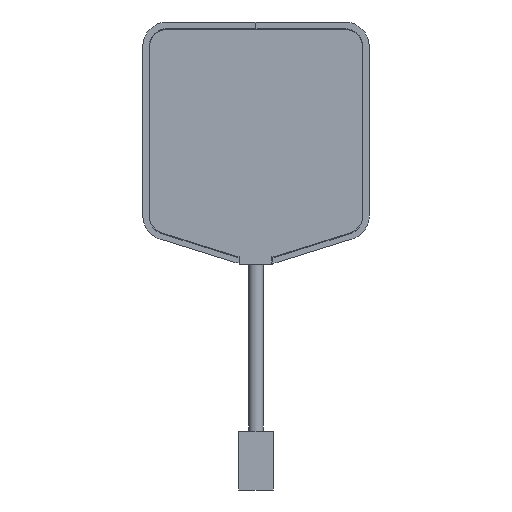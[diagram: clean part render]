
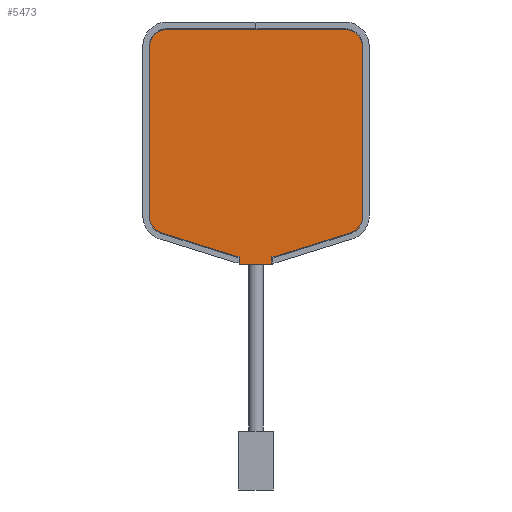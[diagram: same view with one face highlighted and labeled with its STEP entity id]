
A CAD part, front view. The second image highlights one B-rep face of the part: STEP entity #5473.
In plain terms, the highlighted face is planar.
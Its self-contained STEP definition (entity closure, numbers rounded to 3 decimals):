
#470=DIRECTION('',(0.,-1.,0.));
#471=VECTOR('',#470,1.36);
#472=CARTESIAN_POINT('',(3.4,26.059,0.));
#473=LINE('',#472,#471);
#477=DIRECTION('',(1.,0.,0.));
#478=VECTOR('',#477,0.4);
#479=CARTESIAN_POINT('',(3.4,24.699,
0.));
#480=LINE('',#479,#478);
#484=DIRECTION('',(0.954,-0.301,0.));
#485=VECTOR('',#484,16.098);
#486=CARTESIAN_POINT('',(3.799,24.699,
0.));
#487=LINE('',#486,#485);
#491=CARTESIAN_POINT('',(18.052,16.374,0.));
#492=DIRECTION('',(0.,0.,-1.));
#493=DIRECTION('',(0.301,0.954,0.));
#494=AXIS2_PLACEMENT_3D('',#491,#492,#493);
#499=DIRECTION('',(0.,-1.,0.));
#500=VECTOR('',#499,34.424);
#501=CARTESIAN_POINT('',(21.699,16.373,0.));
#502=LINE('',#501,#500);
#506=CARTESIAN_POINT('',(18.052,-18.052,0.));
#507=DIRECTION('',(0.,0.,-1.));
#508=DIRECTION('',(1.,0.,0.));
#509=AXIS2_PLACEMENT_3D('',#506,#507,#508);
#514=DIRECTION('',(-1.,0.,0.));
#515=VECTOR('',#514,36.104);
#516=CARTESIAN_POINT('',(18.052,-21.699,0.));
#517=LINE('',#516,#515);
#521=CARTESIAN_POINT('',(-18.052,-18.052,
0.));
#522=DIRECTION('',(0.,0.,-1.));
#523=DIRECTION('',(0.,-1.,0.));
#524=AXIS2_PLACEMENT_3D('',#521,#522,#523);
#529=DIRECTION('',(0.,1.,0.));
#530=VECTOR('',#529,34.426);
#531=CARTESIAN_POINT('',(-21.699,-18.052,
0.));
#532=LINE('',#531,#530);
#536=CARTESIAN_POINT('',(-18.052,16.374,0.));
#537=DIRECTION('',(0.,0.,-1.));
#538=DIRECTION('',(-1.,0.,0.));
#539=AXIS2_PLACEMENT_3D('',#536,#537,#538);
#544=DIRECTION('',(0.954,0.301,0.));
#545=VECTOR('',#544,16.098);
#546=CARTESIAN_POINT('',(-19.15,19.852,0.));
#547=LINE('',#546,#545);
#551=DIRECTION('',(1.,0.,0.));
#552=VECTOR('',#551,0.4);
#553=CARTESIAN_POINT('',(-3.799,24.699,
0.));
#554=LINE('',#553,#552);
#558=DIRECTION('',(0.,1.,0.));
#559=VECTOR('',#558,1.36);
#560=CARTESIAN_POINT('',(-3.4,24.699,
0.));
#561=LINE('',#560,#559);
#565=DIRECTION('',(1.,0.,0.));
#566=VECTOR('',#565,6.8);
#567=CARTESIAN_POINT('',(-3.4,26.059,0.));
#568=LINE('',#567,#566);
#4699=CARTESIAN_POINT('',(3.4,26.059,0.));
#4700=CARTESIAN_POINT('',(3.4,24.699,
0.));
#4701=VERTEX_POINT('',#4699);
#4702=VERTEX_POINT('',#4700);
#4703=CARTESIAN_POINT('',(3.799,24.699,
0.));
#4704=VERTEX_POINT('',#4703);
#4705=CARTESIAN_POINT('',(19.15,19.852,0.));
#4706=VERTEX_POINT('',#4705);
#4707=CARTESIAN_POINT('',(21.699,16.373,0.));
#4708=VERTEX_POINT('',#4707);
#4709=CARTESIAN_POINT('',(21.699,-18.051,
0.));
#4710=VERTEX_POINT('',#4709);
#4711=CARTESIAN_POINT('',(18.053,-21.699,
0.));
#4712=VERTEX_POINT('',#4711);
#4713=CARTESIAN_POINT('',(-18.051,-21.699,
0.));
#4714=VERTEX_POINT('',#4713);
#4715=CARTESIAN_POINT('',(-21.699,-18.053,
0.));
#4716=VERTEX_POINT('',#4715);
#4717=CARTESIAN_POINT('',(-21.699,16.373,
0.));
#4718=VERTEX_POINT('',#4717);
#4719=CARTESIAN_POINT('',(-19.15,19.852,
0.));
#4720=VERTEX_POINT('',#4719);
#4721=CARTESIAN_POINT('',(-3.799,24.699,
0.));
#4722=VERTEX_POINT('',#4721);
#4723=CARTESIAN_POINT('',(-3.4,24.699,
0.));
#4724=VERTEX_POINT('',#4723);
#4725=CARTESIAN_POINT('',(-3.4,26.059,0.));
#4726=VERTEX_POINT('',#4725);
#5438=CARTESIAN_POINT('',(0.,2.18,0.));
#5439=DIRECTION('',(0.,0.,1.));
#5440=DIRECTION('',(1.,0.,0.));
#5441=AXIS2_PLACEMENT_3D('',#5438,#5439,#5440);
#5442=PLANE('',#5441);
#5444=ORIENTED_EDGE('',*,*,#5443,.T.);
#5446=ORIENTED_EDGE('',*,*,#5445,.T.);
#5448=ORIENTED_EDGE('',*,*,#5447,.T.);
#5450=ORIENTED_EDGE('',*,*,#5449,.T.);
#5452=ORIENTED_EDGE('',*,*,#5451,.T.);
#5454=ORIENTED_EDGE('',*,*,#5453,.T.);
#5456=ORIENTED_EDGE('',*,*,#5455,.T.);
#5458=ORIENTED_EDGE('',*,*,#5457,.T.);
#5460=ORIENTED_EDGE('',*,*,#5459,.T.);
#5462=ORIENTED_EDGE('',*,*,#5461,.T.);
#5464=ORIENTED_EDGE('',*,*,#5463,.T.);
#5466=ORIENTED_EDGE('',*,*,#5465,.T.);
#5468=ORIENTED_EDGE('',*,*,#5467,.T.);
#5470=ORIENTED_EDGE('',*,*,#5469,.T.);
#5471=EDGE_LOOP('',(#5444,#5446,#5448,#5450,#5452,#5454,#5456,#5458,#5460,#5462,
#5464,#5466,#5468,#5470));
#5472=FACE_OUTER_BOUND('',#5471,.F.);
#495=CIRCLE('',#494,3.647);
#510=CIRCLE('',#509,3.647);
#525=CIRCLE('',#524,3.647);
#540=CIRCLE('',#539,3.647);
#5443=EDGE_CURVE('',#4701,#4702,#473,.T.);
#5445=EDGE_CURVE('',#4702,#4704,#480,.T.);
#5447=EDGE_CURVE('',#4704,#4706,#487,.T.);
#5449=EDGE_CURVE('',#4706,#4708,#495,.T.);
#5451=EDGE_CURVE('',#4708,#4710,#502,.T.);
#5453=EDGE_CURVE('',#4710,#4712,#510,.T.);
#5455=EDGE_CURVE('',#4712,#4714,#517,.T.);
#5457=EDGE_CURVE('',#4714,#4716,#525,.T.);
#5459=EDGE_CURVE('',#4716,#4718,#532,.T.);
#5461=EDGE_CURVE('',#4718,#4720,#540,.T.);
#5463=EDGE_CURVE('',#4720,#4722,#547,.T.);
#5465=EDGE_CURVE('',#4722,#4724,#554,.T.);
#5467=EDGE_CURVE('',#4724,#4726,#561,.T.);
#5469=EDGE_CURVE('',#4726,#4701,#568,.T.);
#5473=ADVANCED_FACE('',(#5472),#5442,.T.);
